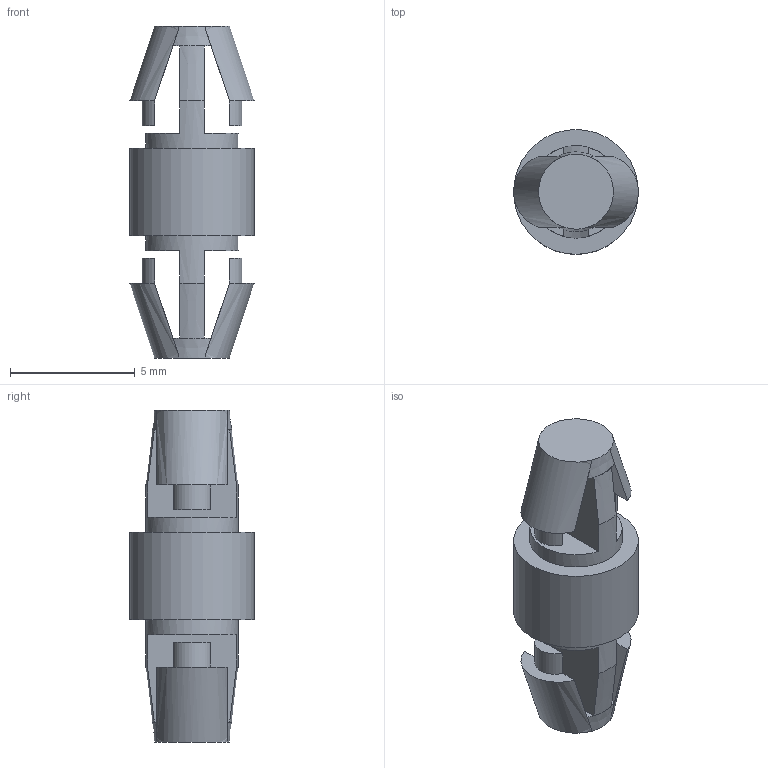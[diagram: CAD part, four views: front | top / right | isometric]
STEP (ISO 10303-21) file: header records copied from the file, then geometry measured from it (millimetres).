
FILE_DESCRIPTION( ( 'Unknown' ), '1' );
FILE_NAME( '709620400.stp', 'Unknown', ( 'Unknown' ), ( 'Unknown' ), 'PSStep 19.0.9', 'Unknown', ' ' );
FILE_SCHEMA( ( 'AUTOMOTIVE_DESIGN { 1 0 10303 214 1 1 1 1 }' ) );
Length unit declared in the file: millimetre
Products named in the file (1): 1
Bounding box: 5 x 5 x 13.3 mm (x, y, z)
Volume: 139.1 mm3; surface area: 278.1 mm2
Topology: 1 solids, 1 shells, 49 faces, 129 edges, 86 vertices
Faces by surface type: plane 30, bspline 8, cylinder 7, cone 4
Full cylindrical faces by diameter (mm): 3.7 x2, 5 x1
Entity records: 2010 total; most frequent: CARTESIAN_POINT 450, ORIENTED_EDGE 248, DIRECTION 224, EDGE_CURVE 124, AXIS2_PLACEMENT_3D 86, VERTEX_POINT 84, EDGE_LOOP 56, FACE_OUTER_BOUND 52
